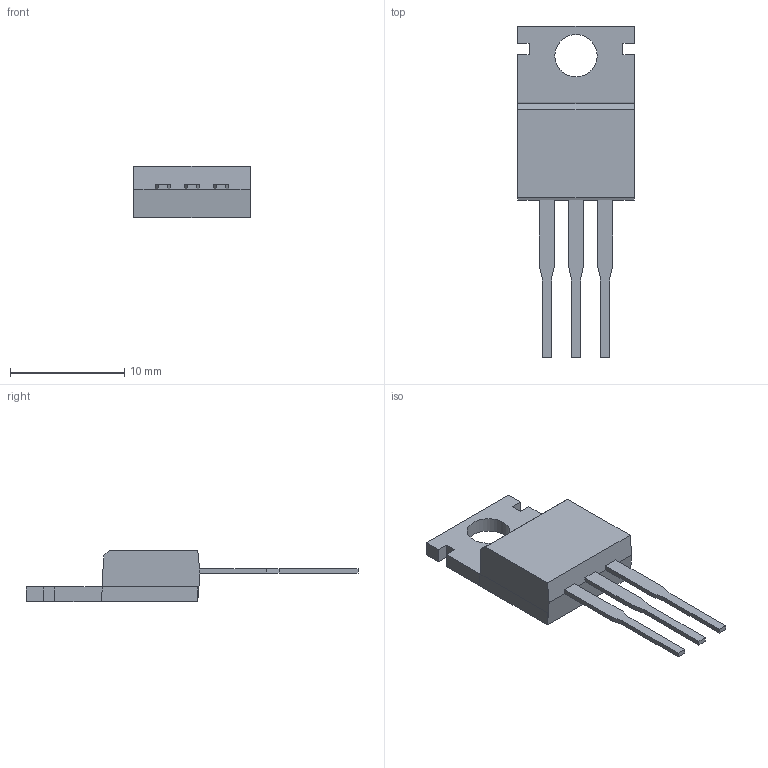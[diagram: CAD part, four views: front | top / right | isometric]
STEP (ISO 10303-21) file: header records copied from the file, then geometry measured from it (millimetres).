
FILE_DESCRIPTION(('FreeCAD Model'),'2;1');
FILE_NAME('Open CASCADE Shape Model','2022-02-11T23:27:51',('Author'),( ''),'Open CASCADE STEP processor 7.5','FreeCAD','Unknown');
FILE_SCHEMA(('AUTOMOTIVE_DESIGN { 1 0 10303 214 1 1 1 1 }'));
Length unit declared in the file: millimetre
Products named in the file (1): regulator 78XX
Bounding box: 10.2 x 29 x 4.5 mm (x, y, z)
Volume: 472.7 mm3; surface area: 599.3 mm2
Topology: 1 solids, 1 shells, 60 faces, 156 edges, 98 vertices
Faces by surface type: plane 59, cylinder 1
Full cylindrical faces by diameter (mm): 3.7 x1
Entity records: 3883 total; most frequent: CARTESIAN_POINT 647, DIRECTION 572, LINE 444, VECTOR 444, ORIENTED_EDGE 312, PCURVE 312, DEFINITIONAL_REPRESENTATION 312, EDGE_CURVE 156
